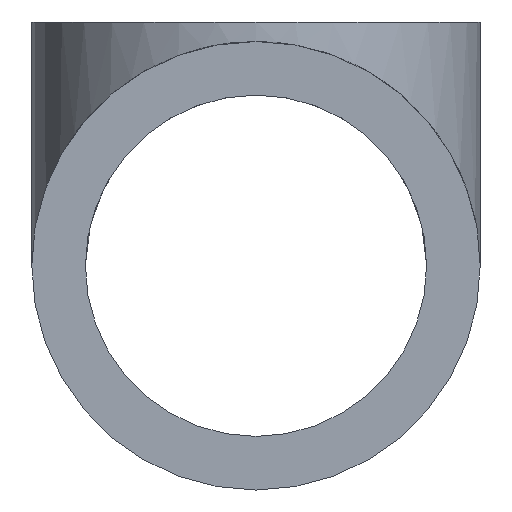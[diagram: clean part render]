
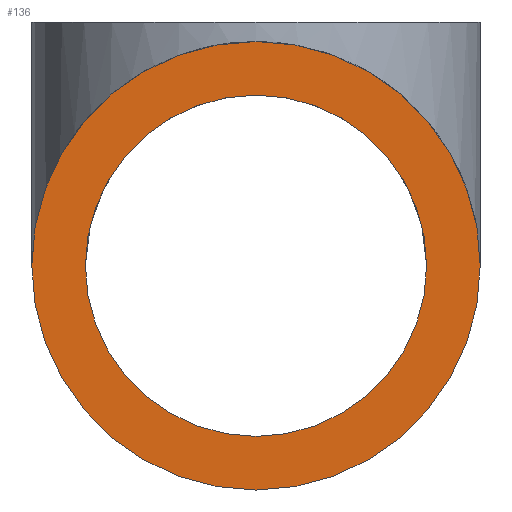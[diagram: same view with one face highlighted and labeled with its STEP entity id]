
A CAD part, left-side view. The second image highlights one B-rep face of the part: STEP entity #136.
In plain terms, the highlighted planar face has unit normal (-1, 0, 0).
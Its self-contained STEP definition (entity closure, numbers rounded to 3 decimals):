
#16=FACE_BOUND('',#34,.T.);
#19=PLANE('',#173);
#25=FACE_OUTER_BOUND('',#33,.T.);
#33=EDGE_LOOP('',(#115));
#34=EDGE_LOOP('',(#116));
#39=CIRCLE('',#165,5.25);
#42=CIRCLE('',#174,6.9);
#66=VERTEX_POINT('',#236);
#72=VERTEX_POINT('',#254);
#79=EDGE_CURVE('',#66,#66,#39,.T.);
#88=EDGE_CURVE('',#72,#72,#42,.T.);
#115=ORIENTED_EDGE('',*,*,#88,.T.);
#116=ORIENTED_EDGE('',*,*,#79,.T.);
#136=ADVANCED_FACE('',(#25,#16),#19,.F.);
#165=AXIS2_PLACEMENT_3D('',#237,#193,#194);
#173=AXIS2_PLACEMENT_3D('',#253,#212,#213);
#174=AXIS2_PLACEMENT_3D('',#255,#214,#215);
#193=DIRECTION('center_axis',(1.,0.,0.));
#194=DIRECTION('ref_axis',(0.,1.,0.));
#212=DIRECTION('center_axis',(1.,0.,0.));
#213=DIRECTION('ref_axis',(0.,0.,-1.));
#214=DIRECTION('center_axis',(-1.,0.,0.));
#215=DIRECTION('ref_axis',(0.,1.,0.));
#236=CARTESIAN_POINT('',(-38.1,-5.25,0.));
#237=CARTESIAN_POINT('Origin',(-38.1,0.,0.));
#253=CARTESIAN_POINT('Origin',(-38.1,0.,0.));
#254=CARTESIAN_POINT('',(-38.1,-6.9,0.));
#255=CARTESIAN_POINT('Origin',(-38.1,0.,0.));
